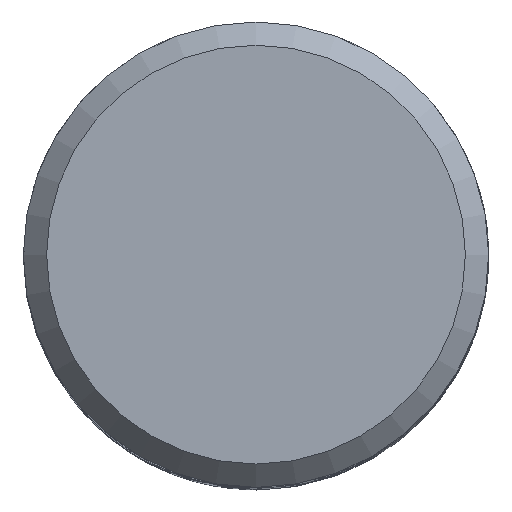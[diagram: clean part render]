
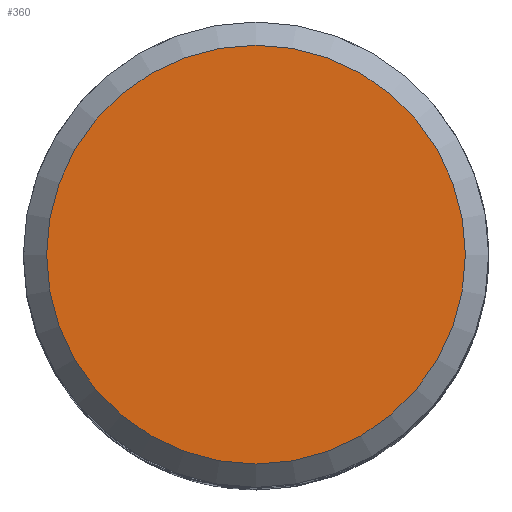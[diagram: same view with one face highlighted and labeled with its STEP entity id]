
A CAD part, top view. The second image highlights one B-rep face of the part: STEP entity #360.
In plain terms, the highlighted planar face has unit normal (0, 0, 1).
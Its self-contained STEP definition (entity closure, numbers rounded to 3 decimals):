
#320 = VERTEX_POINT('', #321);
#321 = CARTESIAN_POINT('', (-6.3, 0., 0.));
#327 = EDGE_CURVE('', #320, #320, #328, .T.);
#328 = CIRCLE('', #329, 6.3);
#329 = AXIS2_PLACEMENT_3D('', #330, #331, #332);
#330 = CARTESIAN_POINT('', (0., 0., 0.));
#331 = DIRECTION('', (0., 0., -1.));
#332 = DIRECTION('', (-1., 0., 0.));
#360 = ADVANCED_FACE('', (#361), #364, .T.);
#361 = FACE_OUTER_BOUND('', #362, .T.);
#362 = EDGE_LOOP('', (#363));
#363 = ORIENTED_EDGE('', *, *, #327, .F.);
#364 = PLANE('', #365);
#365 = AXIS2_PLACEMENT_3D('', #366, #367, #368);
#366 = CARTESIAN_POINT('', (9.8, -9.8, 0.));
#367 = DIRECTION('', (0., 0., 1.));
#368 = DIRECTION('', (0., 1., 0.));
